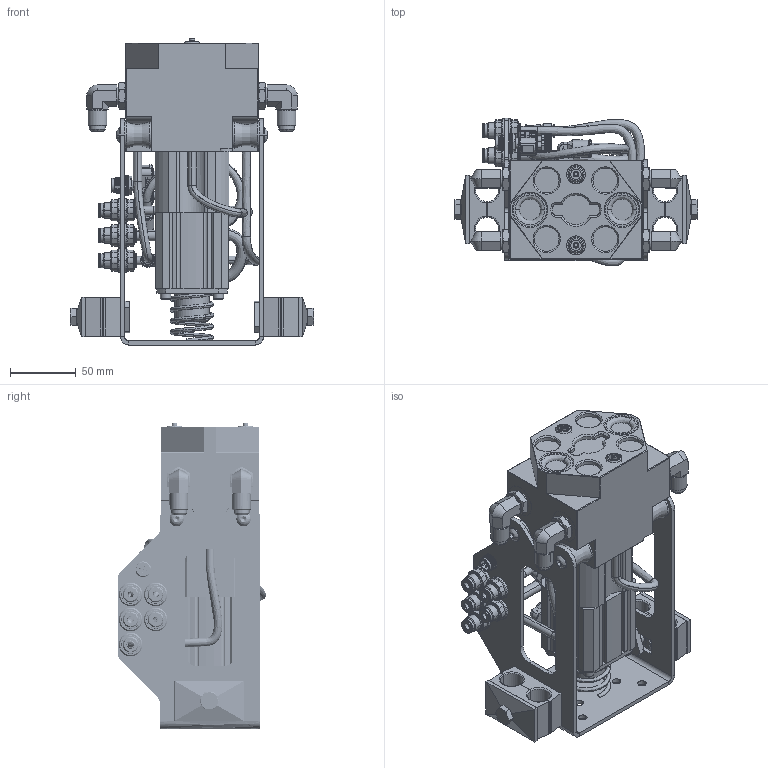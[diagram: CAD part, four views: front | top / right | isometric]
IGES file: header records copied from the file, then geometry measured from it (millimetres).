
Start section:  PTC IGES file: ilc56001010.igs
Global section: file name: ilc56001010.igs; native system: Creo Parametric by PTC Inc.; preprocessor: 2021164; author: BCoats; organization: Unknown; date: 20230731.121326; units: inch
Bounding box: 184.93 x 112.25 x 232.41 mm (x, y, z)
Surface area: 249123.1 mm2 (no closed solid volume)
Topology: 0 solids, 0 shells, 3105 faces, 15739 edges, 15720 vertices
Faces by surface type: bspline 1639, revolution 1426, extrusion 40
